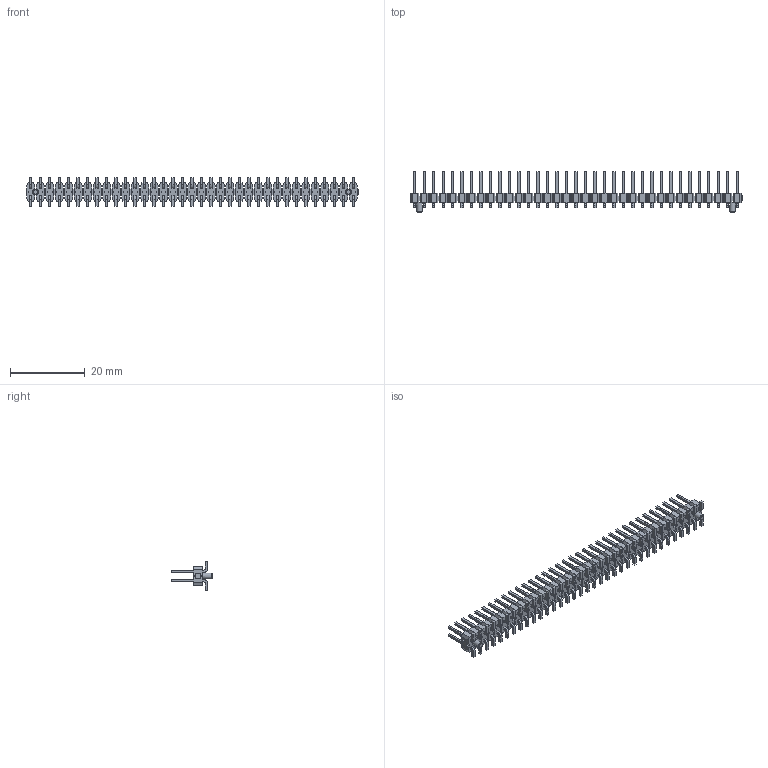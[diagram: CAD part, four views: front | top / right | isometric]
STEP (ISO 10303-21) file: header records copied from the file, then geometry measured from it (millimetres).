
FILE_DESCRIPTION(/* description */ ('STEP AP214'),/* implementation_level */ '2;1');
FILE_NAME(/* name */ 'TSM-135-01-F-DV-A',/* time_stamp */ '2022-12-02T16:49:53+01:00',/* author */ ('License CC BY-ND 4.0'),/* organization */ ('CADENAS'),/* preprocessor_version */ 'ST-DEVELOPER v18.102',/* originating_system */ 'PARTsolutions',/* authorisation */ ' ');
FILE_SCHEMA (('AUTOMOTIVE_DESIGN {1 0 10303 214 3 1 1}'));
Products named in the file (3): TSM-135-01-F-DV-A; T-1S6-16(-01-35-DV); TSM-135-01-DV-A_body
Assembly tree (2 placements, depth 2):
  TSM-135-01-F-DV-A
    T-1S6-16(-01-35-DV)
    TSM-135-01-DV-A_body
Bounding box: 88.9 x 10.92 x 7.7 mm (x, y, z)
Volume: 1209.9 mm3; surface area: 4628.8 mm2
Topology: 2 solids, 2 shells, 2392 faces, 7166 edges, 4774 vertices
Faces by surface type: plane 2248, cylinder 142, cone 2
Full cylindrical faces by diameter (mm): 1.6 x2
Entity records: 79470 total; most frequent: CARTESIAN_POINT 14327, ORIENTED_EDGE 14320, DIRECTION 12242, EDGE_CURVE 7160, LINE 6868, VECTOR 6868, VERTEX_POINT 4772, AXIS2_PLACEMENT_3D 2687
